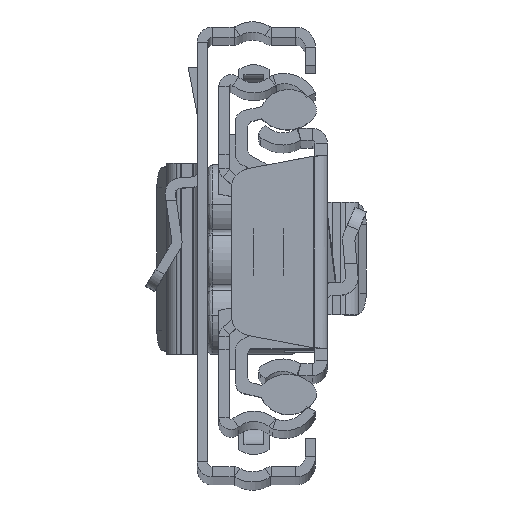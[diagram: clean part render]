
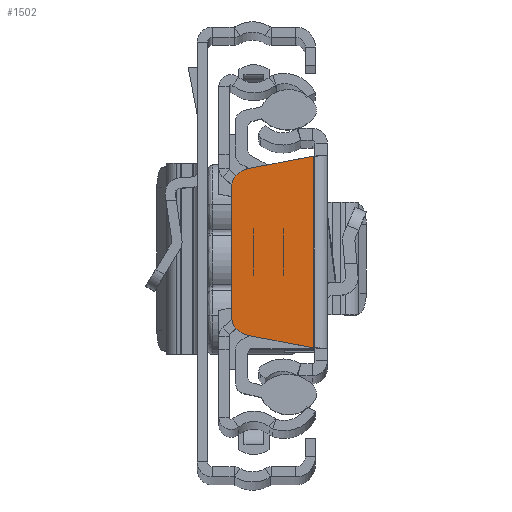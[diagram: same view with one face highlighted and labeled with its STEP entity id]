
A CAD part, top view. The second image highlights one B-rep face of the part: STEP entity #1502.
In plain terms, the highlighted planar face has unit normal (0, 0, 1).
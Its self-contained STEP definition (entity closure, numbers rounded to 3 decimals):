
#83 = DIRECTION ( 'NONE',  ( 0., -1., 0. ) ) ;
#633 = DIRECTION ( 'NONE',  ( -1., 0., 0. ) ) ;
#755 = CARTESIAN_POINT ( 'NONE',  ( -7.778, 8.147, 0. ) ) ;
#794 = DIRECTION ( 'NONE',  ( -0.982, -0.189, 0. ) ) ;
#1092 = PLANE ( 'NONE',  #9560 ) ;
#1150 = CARTESIAN_POINT ( 'NONE',  ( -1.36, -9.379, 0. ) ) ;
#1502 = ADVANCED_FACE ( 'NONE', ( #8040 ), #1092, .F. ) ;
#1800 = CARTESIAN_POINT ( 'NONE',  ( -9.401, -6.183, 0. ) ) ;
#1875 = VECTOR ( 'NONE', #14697, 1000. ) ;
#2614 = DIRECTION ( 'NONE',  ( 0., 0., -1. ) ) ;
#3287 = EDGE_CURVE ( 'NONE', #13361, #5088, #9168, .T. ) ;
#3359 = VERTEX_POINT ( 'NONE', #19143 ) ;
#4451 = ORIENTED_EDGE ( 'NONE', *, *, #10408, .T. ) ;
#4982 = CARTESIAN_POINT ( 'NONE',  ( -9.401, 0., 0. ) ) ;
#5025 = VECTOR ( 'NONE', #794, 1000. ) ;
#5088 = VERTEX_POINT ( 'NONE', #18150 ) ;
#5349 = ORIENTED_EDGE ( 'NONE', *, *, #3287, .T. ) ;
#5829 = ORIENTED_EDGE ( 'NONE', *, *, #18187, .T. ) ;
#6231 = EDGE_LOOP ( 'NONE', ( #5829, #4451, #5349, #7023, #17731, #19284 ) ) ;
#7023 = ORIENTED_EDGE ( 'NONE', *, *, #21082, .F. ) ;
#7718 = DIRECTION ( 'NONE',  ( -1., 0., 0. ) ) ;
#7737 = CARTESIAN_POINT ( 'NONE',  ( -7.401, 6.183, 0. ) ) ;
#8040 = FACE_OUTER_BOUND ( 'NONE', #6231, .T. ) ;
#8739 = LINE ( 'NONE', #10594, #5025 ) ;
#9168 = LINE ( 'NONE', #9389, #13809 ) ;
#9389 = CARTESIAN_POINT ( 'NONE',  ( -1.786, -9.298, 0. ) ) ;
#9560 = AXIS2_PLACEMENT_3D ( 'NONE', #15957, #2614, #7718 ) ;
#10188 = VERTEX_POINT ( 'NONE', #17821 ) ;
#10408 = EDGE_CURVE ( 'NONE', #13926, #13361, #11689, .T. ) ;
#10594 = CARTESIAN_POINT ( 'NONE',  ( -1.786, 9.298, 0. ) ) ;
#11122 = DIRECTION ( 'NONE',  ( -1., 0., 0. ) ) ;
#11369 = LINE ( 'NONE', #1150, #1875 ) ;
#11689 = CIRCLE ( 'NONE', #18970, 2. ) ;
#11913 = AXIS2_PLACEMENT_3D ( 'NONE', #7737, #14341, #11122 ) ;
#13361 = VERTEX_POINT ( 'NONE', #19345 ) ;
#13427 = CARTESIAN_POINT ( 'NONE',  ( -7.401, -6.183, 0. ) ) ;
#13809 = VECTOR ( 'NONE', #14253, 1000. ) ;
#13926 = VERTEX_POINT ( 'NONE', #1800 ) ;
#13974 = CIRCLE ( 'NONE', #11913, 2. ) ;
#14253 = DIRECTION ( 'NONE',  ( 0.982, -0.189, 0. ) ) ;
#14341 = DIRECTION ( 'NONE',  ( 0., 0., 1. ) ) ;
#14697 = DIRECTION ( 'NONE',  ( 0., -1., 0. ) ) ;
#15024 = VERTEX_POINT ( 'NONE', #755 ) ;
#15957 = CARTESIAN_POINT ( 'NONE',  ( 0., 0., 0. ) ) ;
#17731 = ORIENTED_EDGE ( 'NONE', *, *, #21295, .T. ) ;
#17821 = CARTESIAN_POINT ( 'NONE',  ( -1.36, 9.379, 0. ) ) ;
#18022 = VECTOR ( 'NONE', #83, 1000. ) ;
#18150 = CARTESIAN_POINT ( 'NONE',  ( -1.36, -9.379, 0. ) ) ;
#18187 = EDGE_CURVE ( 'NONE', #3359, #13926, #18224, .T. ) ;
#18224 = LINE ( 'NONE', #4982, #18022 ) ;
#18646 = DIRECTION ( 'NONE',  ( 0., 0., 1. ) ) ;
#18898 = EDGE_CURVE ( 'NONE', #15024, #3359, #13974, .T. ) ;
#18970 = AXIS2_PLACEMENT_3D ( 'NONE', #13427, #18646, #633 ) ;
#19143 = CARTESIAN_POINT ( 'NONE',  ( -9.401, 6.183, 0. ) ) ;
#19284 = ORIENTED_EDGE ( 'NONE', *, *, #18898, .T. ) ;
#19345 = CARTESIAN_POINT ( 'NONE',  ( -7.778, -8.147, 0. ) ) ;
#21082 = EDGE_CURVE ( 'NONE', #10188, #5088, #11369, .T. ) ;
#21295 = EDGE_CURVE ( 'NONE', #10188, #15024, #8739, .T. ) ;
